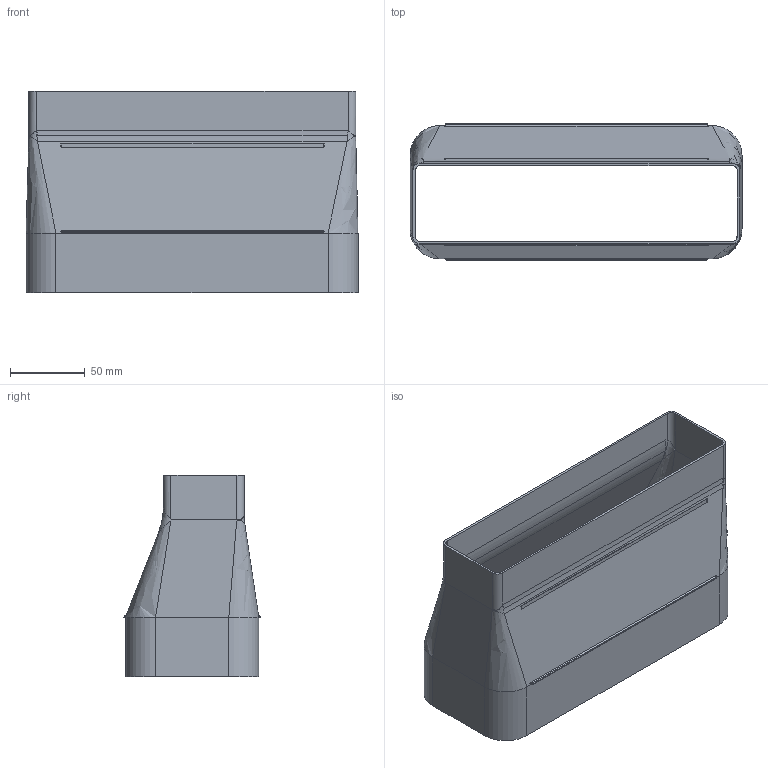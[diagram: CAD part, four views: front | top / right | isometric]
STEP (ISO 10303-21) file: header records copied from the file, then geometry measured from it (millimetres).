
FILE_DESCRIPTION(('STEP AP214'),'1');
FILE_NAME('V_Top_Flow_Adapter.STP','2020-10-28T13:33:59',(' '),(' '),'Spatial InterOp 3D',' ',' ');
FILE_SCHEMA(('AUTOMOTIVE_DESIGN { 1 0 10303 214 1 1 1 1 }'));
Length unit declared in the file: millimetre
Products named in the file (1): gerades Prisma
Bounding box: 222 x 90.96 x 135 mm (x, y, z)
Volume: 121420.9 mm3; surface area: 155622.5 mm2
Topology: 1 solids, 1 shells, 118 faces, 299 edges, 184 vertices
Faces by surface type: cylinder 42, plane 38, bspline 34, torus 2, sphere 2
Entity records: 12964 total; most frequent: CARTESIAN_POINT 10342, ORIENTED_EDGE 594, DIRECTION 451, EDGE_CURVE 297, VERTEX_POINT 184, AXIS2_PLACEMENT_3D 163, LINE 125, VECTOR 125
